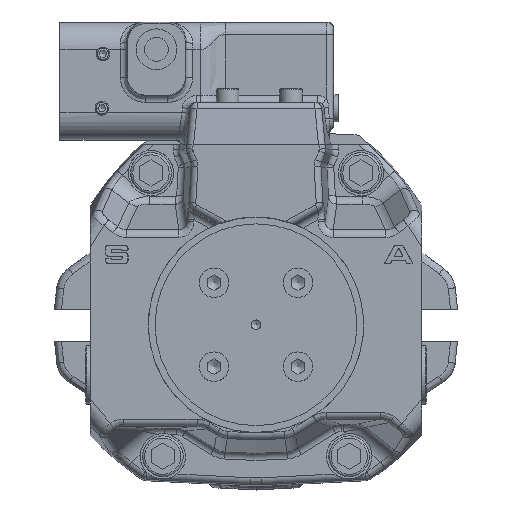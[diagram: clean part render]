
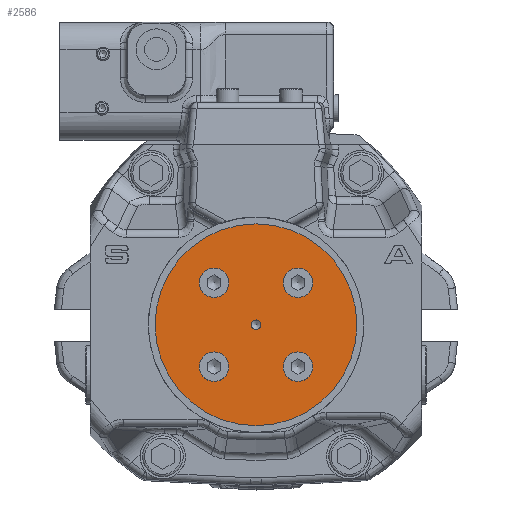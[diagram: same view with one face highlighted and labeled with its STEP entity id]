
A CAD part, top view. The second image highlights one B-rep face of the part: STEP entity #2586.
In plain terms, the highlighted face is planar.
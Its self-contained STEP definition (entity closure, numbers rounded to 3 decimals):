
#2586 = ADVANCED_FACE( '', ( #5756, #5757, #5758, #5759, #5760, #5761 ), #5762, .T. );
#5756 = FACE_OUTER_BOUND( '', #33927, .T. );
#5757 = FACE_BOUND( '', #33928, .T. );
#5758 = FACE_BOUND( '', #33929, .T. );
#5759 = FACE_BOUND( '', #33930, .T. );
#5760 = FACE_BOUND( '', #33931, .T. );
#5761 = FACE_BOUND( '', #33932, .T. );
#5762 = PLANE( '', #33933 );
#33927 = EDGE_LOOP( '', ( #42003 ) );
#33928 = EDGE_LOOP( '', ( #42004 ) );
#33929 = EDGE_LOOP( '', ( #42005 ) );
#33930 = EDGE_LOOP( '', ( #42006 ) );
#33931 = EDGE_LOOP( '', ( #42007 ) );
#33932 = EDGE_LOOP( '', ( #42008 ) );
#33933 = AXIS2_PLACEMENT_3D( '', #42009, #42010, #42011 );
#42003 = ORIENTED_EDGE( '', *, *, #45867, .T. );
#42004 = ORIENTED_EDGE( '', *, *, #45866, .F. );
#42005 = ORIENTED_EDGE( '', *, *, #45868, .F. );
#42006 = ORIENTED_EDGE( '', *, *, #45863, .F. );
#42007 = ORIENTED_EDGE( '', *, *, #45869, .F. );
#42008 = ORIENTED_EDGE( '', *, *, #45851, .F. );
#42009 = CARTESIAN_POINT( '', ( 16.5, 0., 0. ) );
#42010 = DIRECTION( '', ( 1., 0., 0. ) );
#42011 = DIRECTION( '', ( 0., 1., 0. ) );
#45851 = EDGE_CURVE( '', #51762, #51762, #51763, .T. );
#45863 = EDGE_CURVE( '', #51784, #51784, #51785, .T. );
#45866 = EDGE_CURVE( '', #51790, #51790, #51791, .T. );
#45867 = EDGE_CURVE( '', #51792, #51792, #51793, .T. );
#45868 = EDGE_CURVE( '', #51794, #51794, #51795, .T. );
#45869 = EDGE_CURVE( '', #51796, #51796, #51797, .T. );
#51762 = VERTEX_POINT( '', #72306 );
#51763 = CIRCLE( '', #72307, 6.5 );
#51784 = VERTEX_POINT( '', #72341 );
#51785 = CIRCLE( '', #72342, 6.5 );
#51790 = VERTEX_POINT( '', #72347 );
#51791 = CIRCLE( '', #72348, 2.1 );
#51792 = VERTEX_POINT( '', #72349 );
#51793 = CIRCLE( '', #72350, 44.5 );
#51794 = VERTEX_POINT( '', #72351 );
#51795 = CIRCLE( '', #72352, 6.5 );
#51796 = VERTEX_POINT( '', #72353 );
#51797 = CIRCLE( '', #72354, 6.5 );
#72306 = CARTESIAN_POINT( '', ( 16.5, -18.5, 12. ) );
#72307 = AXIS2_PLACEMENT_3D( '', #74162, #74163, #74164 );
#72341 = CARTESIAN_POINT( '', ( 16.5, 18.5, -25. ) );
#72342 = AXIS2_PLACEMENT_3D( '', #74182, #74183, #74184 );
#72347 = CARTESIAN_POINT( '', ( 16.5, 2.1, 0. ) );
#72348 = AXIS2_PLACEMENT_3D( '', #74191, #74192, #74193 );
#72349 = CARTESIAN_POINT( '', ( 16.5, 44.5, 0. ) );
#72350 = AXIS2_PLACEMENT_3D( '', #74194, #74195, #74196 );
#72351 = CARTESIAN_POINT( '', ( 16.5, 18.5, 25. ) );
#72352 = AXIS2_PLACEMENT_3D( '', #74197, #74198, #74199 );
#72353 = CARTESIAN_POINT( '', ( 16.5, -18.5, -12. ) );
#72354 = AXIS2_PLACEMENT_3D( '', #74200, #74201, #74202 );
#74162 = CARTESIAN_POINT( '', ( 16.5, -18.5, 18.5 ) );
#74163 = DIRECTION( '', ( 1., 0., 0. ) );
#74164 = DIRECTION( '', ( 0., 0., -1. ) );
#74182 = CARTESIAN_POINT( '', ( 16.5, 18.5, -18.5 ) );
#74183 = DIRECTION( '', ( 1., 0., 0. ) );
#74184 = DIRECTION( '', ( 0., 0., -1. ) );
#74191 = CARTESIAN_POINT( '', ( 16.5, 0., 0. ) );
#74192 = DIRECTION( '', ( 1., 0., 0. ) );
#74193 = DIRECTION( '', ( 0., 1., 0. ) );
#74194 = CARTESIAN_POINT( '', ( 16.5, 0., 0. ) );
#74195 = DIRECTION( '', ( 1., 0., 0. ) );
#74196 = DIRECTION( '', ( 0., 1., 0. ) );
#74197 = CARTESIAN_POINT( '', ( 16.5, 18.5, 18.5 ) );
#74198 = DIRECTION( '', ( 1., 0., 0. ) );
#74199 = DIRECTION( '', ( 0., 0., 1. ) );
#74200 = CARTESIAN_POINT( '', ( 16.5, -18.5, -18.5 ) );
#74201 = DIRECTION( '', ( 1., 0., 0. ) );
#74202 = DIRECTION( '', ( 0., 0., 1. ) );
